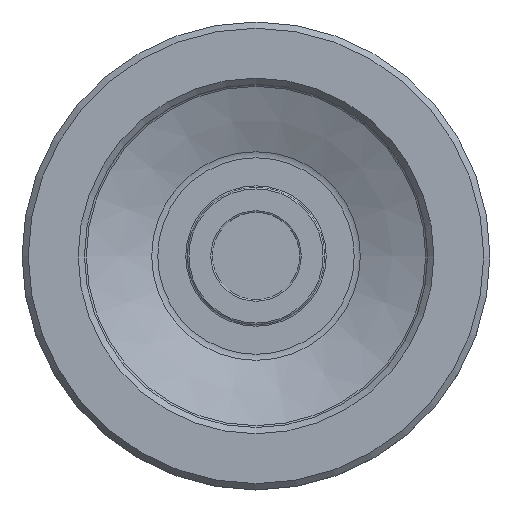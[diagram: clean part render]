
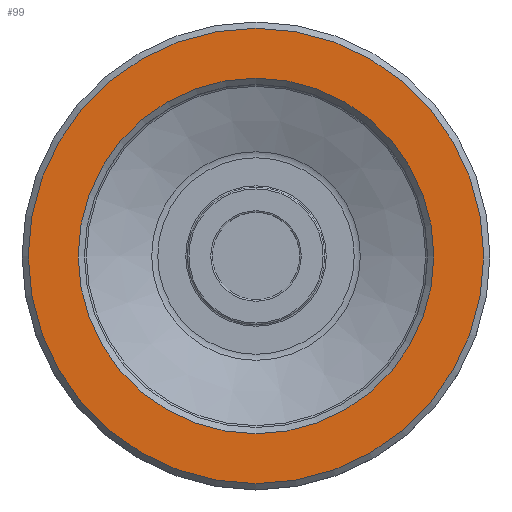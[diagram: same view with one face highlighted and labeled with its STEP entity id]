
A CAD part, top view. The second image highlights one B-rep face of the part: STEP entity #99.
In plain terms, the highlighted planar face has unit normal (0, 0, 1).
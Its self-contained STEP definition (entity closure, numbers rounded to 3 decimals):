
#99 = ADVANCED_FACE( '', ( #222, #223 ), #224, .F. );
#222 = FACE_OUTER_BOUND( '', #518, .T. );
#223 = FACE_BOUND( '', #519, .T. );
#224 = PLANE( '', #520 );
#518 = EDGE_LOOP( '', ( #701 ) );
#519 = EDGE_LOOP( '', ( #702 ) );
#520 = AXIS2_PLACEMENT_3D( '', #703, #704, #705 );
#701 = ORIENTED_EDGE( '', *, *, #860, .T. );
#702 = ORIENTED_EDGE( '', *, *, #840, .T. );
#703 = CARTESIAN_POINT( '', ( 0., 75., 35. ) );
#704 = DIRECTION( '', ( 0., 0., -1. ) );
#705 = DIRECTION( '', ( -1., 0., 0. ) );
#840 = EDGE_CURVE( '', #943, #943, #944, .T. );
#860 = EDGE_CURVE( '', #972, #972, #973, .F. );
#943 = VERTEX_POINT( '', #1238 );
#944 = CIRCLE( '', #1239, 57. );
#972 = VERTEX_POINT( '', #1281 );
#973 = CIRCLE( '', #1282, 73. );
#1238 = CARTESIAN_POINT( '', ( -57., 0., 35. ) );
#1239 = AXIS2_PLACEMENT_3D( '', #1384, #1385, #1386 );
#1281 = CARTESIAN_POINT( '', ( -73., 0., 35. ) );
#1282 = AXIS2_PLACEMENT_3D( '', #1411, #1412, #1413 );
#1384 = CARTESIAN_POINT( '', ( 0., 0., 35. ) );
#1385 = DIRECTION( '', ( 0., 0., -1. ) );
#1386 = DIRECTION( '', ( -1., 0., 0. ) );
#1411 = CARTESIAN_POINT( '', ( 0., 0., 35. ) );
#1412 = DIRECTION( '', ( 0., 0., -1. ) );
#1413 = DIRECTION( '', ( -1., 0., 0. ) );
